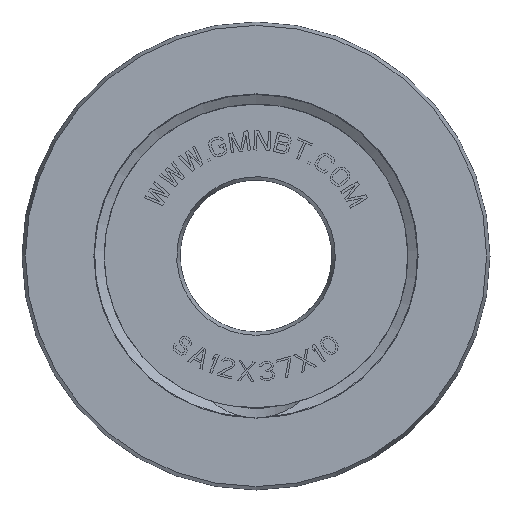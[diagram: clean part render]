
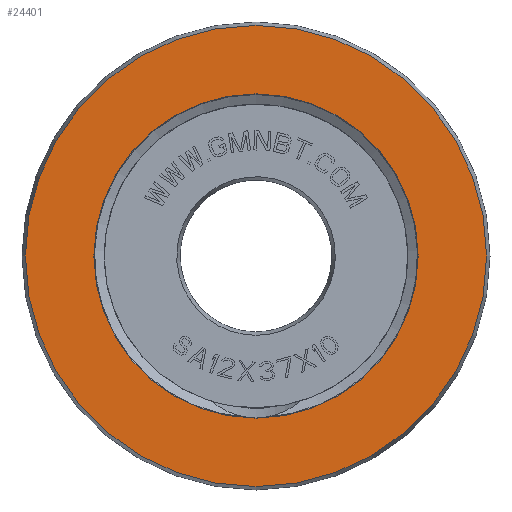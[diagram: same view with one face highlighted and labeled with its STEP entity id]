
A CAD part, front view. The second image highlights one B-rep face of the part: STEP entity #24401.
In plain terms, the highlighted planar face has unit normal (0, -1, 0).
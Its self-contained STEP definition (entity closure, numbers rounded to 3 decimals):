
#23334=CARTESIAN_POINT('',(0.,-5.,0.));
#23335=DIRECTION('',(0.,-1.,0.));
#23336=DIRECTION('',(0.,0.,-1.));
#23337=AXIS2_PLACEMENT_3D('',#23334,#23335,#23336);
#23349=CARTESIAN_POINT('',(0.,-5.,0.));
#23350=DIRECTION('',(0.,1.,0.));
#23351=DIRECTION('',(0.,0.,-1.));
#23352=AXIS2_PLACEMENT_3D('',#23349,#23350,#23351);
#23357=CARTESIAN_POINT('',(0.,-5.,0.));
#23358=DIRECTION('',(0.,1.,0.));
#23359=DIRECTION('',(0.,0.,-1.));
#23360=AXIS2_PLACEMENT_3D('',#23357,#23358,#23359);
#23365=CARTESIAN_POINT('',(0.,-5.,0.));
#23366=DIRECTION('',(0.,-1.,0.));
#23367=DIRECTION('',(0.,0.,-1.));
#23368=AXIS2_PLACEMENT_3D('',#23365,#23366,#23367);
#24238=CARTESIAN_POINT('',(0.,-5.,-12.816));
#24240=VERTEX_POINT('',#24238);
#24241=CARTESIAN_POINT('',(0.,-5.,-18.232));
#24243=VERTEX_POINT('',#24241);
#24269=CARTESIAN_POINT('',(0.,-5.,12.816));
#24270=VERTEX_POINT('',#24269);
#24271=CARTESIAN_POINT('',(0.,-5.,18.232));
#24273=VERTEX_POINT('',#24271);
#24386=CARTESIAN_POINT('',(0.,-5.,0.));
#24387=DIRECTION('',(0.,1.,0.));
#24388=DIRECTION('',(0.,0.,-1.));
#24389=AXIS2_PLACEMENT_3D('',#24386,#24387,#24388);
#24390=PLANE('',#24389);
#24391=ORIENTED_EDGE('',*,*,#24365,.F.);
#24392=ORIENTED_EDGE('',*,*,#24381,.T.);
#24393=EDGE_LOOP('',(#24391,#24392));
#24394=FACE_OUTER_BOUND('',#24393,.F.);
#24396=ORIENTED_EDGE('',*,*,#24395,.F.);
#24398=ORIENTED_EDGE('',*,*,#24397,.T.);
#24399=EDGE_LOOP('',(#24396,#24398));
#24400=FACE_BOUND('',#24399,.F.);
#23338=CIRCLE('',#23337,18.232);
#23353=CIRCLE('',#23352,18.232);
#23361=CIRCLE('',#23360,12.816);
#23369=CIRCLE('',#23368,12.816);
#24365=EDGE_CURVE('',#24243,#24273,#23338,.T.);
#24381=EDGE_CURVE('',#24243,#24273,#23353,.T.);
#24395=EDGE_CURVE('',#24240,#24270,#23361,.T.);
#24397=EDGE_CURVE('',#24240,#24270,#23369,.T.);
#24401=ADVANCED_FACE('',(#24394,#24400),#24390,.F.);
